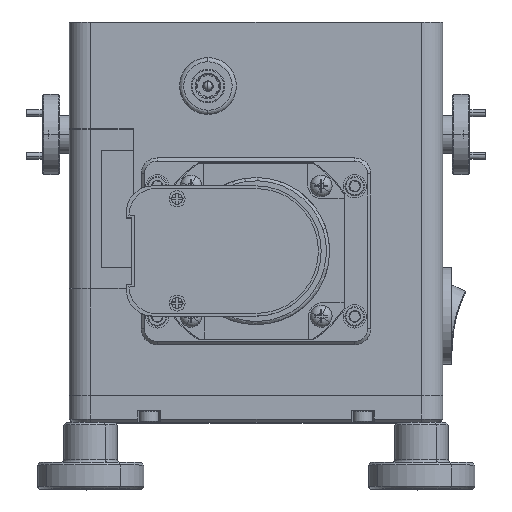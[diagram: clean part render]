
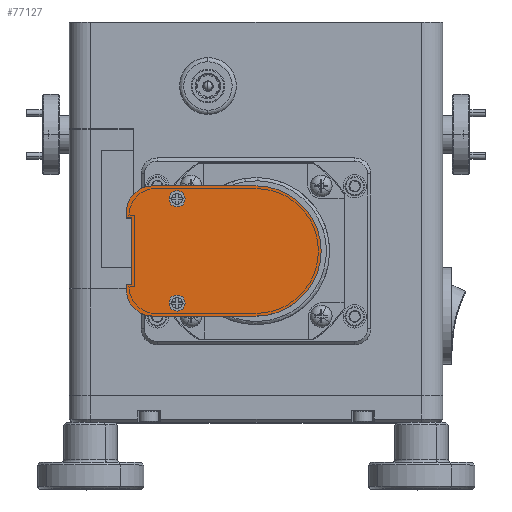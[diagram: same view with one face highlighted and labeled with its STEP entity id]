
A CAD part, top view. The second image highlights one B-rep face of the part: STEP entity #77127.
In plain terms, the highlighted planar face has unit normal (0, 0, 1).
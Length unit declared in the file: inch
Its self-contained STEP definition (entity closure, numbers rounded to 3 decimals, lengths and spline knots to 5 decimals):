
#54 = CARTESIAN_POINT ( 'NONE',  ( -1.165, 1.29167, 3.6497 ) ) ;
#581 = DIRECTION ( 'NONE',  ( 1., 0., 0. ) ) ;
#1066 = CIRCLE ( 'NONE', #7406, 0.075 ) ;
#1563 = LINE ( 'NONE', #32055, #21772 ) ;
#1683 = VERTEX_POINT ( 'NONE', #12624 ) ;
#1747 = ORIENTED_EDGE ( 'NONE', *, *, #64099, .T. ) ;
#2258 = CIRCLE ( 'NONE', #98069, 0.075 ) ;
#2494 = DIRECTION ( 'NONE',  ( 0., 0., 1. ) ) ;
#2970 = EDGE_CURVE ( 'NONE', #90613, #38200, #38585, .T. ) ;
#2990 = DIRECTION ( 'NONE',  ( 0., 0., 1. ) ) ;
#3083 = CARTESIAN_POINT ( 'NONE',  ( -0.665, 2.08967, 3.6497 ) ) ;
#3149 = CARTESIAN_POINT ( 'NONE',  ( -1.215, 1.29167, 3.6497 ) ) ;
#3442 = DIRECTION ( 'NONE',  ( -1., 0., 0. ) ) ;
#3538 = VECTOR ( 'NONE', #56166, 39.37008 ) ;
#4280 = DIRECTION ( 'NONE',  ( -1., 0., 0. ) ) ;
#4496 = CARTESIAN_POINT ( 'NONE',  ( -1.165, 1.91167, 3.6497 ) ) ;
#5478 = VECTOR ( 'NONE', #79963, 39.37008 ) ;
#5556 = CARTESIAN_POINT ( 'NONE',  ( -1.215, 1.29167, 3.6497 ) ) ;
#6198 = ORIENTED_EDGE ( 'NONE', *, *, #90536, .T. ) ;
#6272 = DIRECTION ( 'NONE',  ( 0., 0., 1. ) ) ;
#7240 = CARTESIAN_POINT ( 'NONE',  ( -0.665, 1.11367, 3.6497 ) ) ;
#7406 = AXIS2_PLACEMENT_3D ( 'NONE', #34973, #2494, #56009 ) ;
#10348 = CARTESIAN_POINT ( 'NONE',  ( 0., 1.60167, 3.6497 ) ) ;
#10434 = CARTESIAN_POINT ( 'NONE',  ( -1.215, 1.91167, 3.6497 ) ) ;
#11450 = CARTESIAN_POINT ( 'NONE',  ( -1.165, 1.29167, 3.6497 ) ) ;
#11714 = CARTESIAN_POINT ( 'NONE',  ( 0., 2.21167, 3.6497 ) ) ;
#12624 = CARTESIAN_POINT ( 'NONE',  ( -0.815, 2.08967, 3.6497 ) ) ;
#12909 = ORIENTED_EDGE ( 'NONE', *, *, #21188, .F. ) ;
#13201 = VERTEX_POINT ( 'NONE', #3083 ) ;
#18802 = CARTESIAN_POINT ( 'NONE',  ( 0., 0.99167, 3.6497 ) ) ;
#19218 = ORIENTED_EDGE ( 'NONE', *, *, #2970, .T. ) ;
#20593 = EDGE_LOOP ( 'NONE', ( #12909, #93561 ) ) ;
#20619 = EDGE_CURVE ( 'NONE', #65090, #75549, #34299, .T. ) ;
#21188 = EDGE_CURVE ( 'NONE', #62327, #21635, #82456, .T. ) ;
#21635 = VERTEX_POINT ( 'NONE', #68348 ) ;
#21772 = VECTOR ( 'NONE', #49044, 39.37008 ) ;
#22134 = CIRCLE ( 'NONE', #55641, 0.25 ) ;
#23883 = EDGE_CURVE ( 'NONE', #93689, #28724, #68520, .T. ) ;
#24952 = VERTEX_POINT ( 'NONE', #77651 ) ;
#25286 = AXIS2_PLACEMENT_3D ( 'NONE', #55034, #2990, #62505 ) ;
#25661 = CARTESIAN_POINT ( 'NONE',  ( -0.965, 0.99167, 3.6497 ) ) ;
#25970 = CARTESIAN_POINT ( 'NONE',  ( -1.165, 1.91167, 3.6497 ) ) ;
#28724 = VERTEX_POINT ( 'NONE', #5556 ) ;
#28751 = CARTESIAN_POINT ( 'NONE',  ( -0.965, 1.24167, 3.6497 ) ) ;
#29654 = DIRECTION ( 'NONE',  ( 0., -1., 0. ) ) ;
#32055 = CARTESIAN_POINT ( 'NONE',  ( -1.215, 1.96167, 3.6497 ) ) ;
#33288 = CIRCLE ( 'NONE', #25286, 0.25 ) ;
#33455 = VERTEX_POINT ( 'NONE', #36179 ) ;
#34199 = EDGE_CURVE ( 'NONE', #70998, #45222, #66271, .T. ) ;
#34299 = LINE ( 'NONE', #64759, #95300 ) ;
#34973 = CARTESIAN_POINT ( 'NONE',  ( -0.74, 2.08967, 3.6497 ) ) ;
#36179 = CARTESIAN_POINT ( 'NONE',  ( -1.215, 1.24167, 3.6497 ) ) ;
#37283 = EDGE_CURVE ( 'NONE', #24952, #70998, #1563, .T. ) ;
#38200 = VERTEX_POINT ( 'NONE', #18802 ) ;
#38585 = LINE ( 'NONE', #46112, #64263 ) ;
#39352 = AXIS2_PLACEMENT_3D ( 'NONE', #73153, #52542, #45532 ) ;
#39390 = DIRECTION ( 'NONE',  ( 0., 0., 1. ) ) ;
#39852 = CARTESIAN_POINT ( 'NONE',  ( -0.74, 1.11367, 3.6497 ) ) ;
#42290 = ORIENTED_EDGE ( 'NONE', *, *, #63421, .T. ) ;
#45222 = VERTEX_POINT ( 'NONE', #4496 ) ;
#45532 = DIRECTION ( 'NONE',  ( -1., 0., 0. ) ) ;
#46048 = LINE ( 'NONE', #25970, #5478 ) ;
#46112 = CARTESIAN_POINT ( 'NONE',  ( -0.965, 0.99167, 3.6497 ) ) ;
#46790 = AXIS2_PLACEMENT_3D ( 'NONE', #39852, #63793, #47350 ) ;
#47350 = DIRECTION ( 'NONE',  ( -1., 0., 0. ) ) ;
#48867 = FACE_OUTER_BOUND ( 'NONE', #94318, .T. ) ;
#49044 = DIRECTION ( 'NONE',  ( 0., -1., 0. ) ) ;
#50947 = EDGE_LOOP ( 'NONE', ( #78928, #94372 ) ) ;
#51645 = EDGE_CURVE ( 'NONE', #21635, #62327, #78684, .T. ) ;
#52542 = DIRECTION ( 'NONE',  ( 0., 0., 1. ) ) ;
#55034 = CARTESIAN_POINT ( 'NONE',  ( -0.965, 1.96167, 3.6497 ) ) ;
#55641 = AXIS2_PLACEMENT_3D ( 'NONE', #28751, #6272, #59239 ) ;
#55868 = FACE_BOUND ( 'NONE', #20593, .T. ) ;
#56009 = DIRECTION ( 'NONE',  ( -1., 0., 0. ) ) ;
#56166 = DIRECTION ( 'NONE',  ( 0., -1., 0. ) ) ;
#57310 = VECTOR ( 'NONE', #83547, 39.37008 ) ;
#57625 = LINE ( 'NONE', #3149, #3538 ) ;
#59239 = DIRECTION ( 'NONE',  ( 0., -1., 0. ) ) ;
#61334 = VECTOR ( 'NONE', #96806, 39.37008 ) ;
#62327 = VERTEX_POINT ( 'NONE', #7240 ) ;
#62472 = DIRECTION ( 'NONE',  ( 0., 0., 1. ) ) ;
#62505 = DIRECTION ( 'NONE',  ( 0., -1., 0. ) ) ;
#62947 = CARTESIAN_POINT ( 'NONE',  ( -0.74, 2.08967, 3.6497 ) ) ;
#63421 = EDGE_CURVE ( 'NONE', #38200, #65090, #67677, .T. ) ;
#63793 = DIRECTION ( 'NONE',  ( 0., 0., 1. ) ) ;
#64099 = EDGE_CURVE ( 'NONE', #45222, #93689, #46048, .T. ) ;
#64263 = VECTOR ( 'NONE', #581, 39.37008 ) ;
#64759 = CARTESIAN_POINT ( 'NONE',  ( 0., 2.21167, 3.6497 ) ) ;
#65090 = VERTEX_POINT ( 'NONE', #11714 ) ;
#65263 = ORIENTED_EDGE ( 'NONE', *, *, #23883, .T. ) ;
#66271 = LINE ( 'NONE', #87822, #61334 ) ;
#67507 = ORIENTED_EDGE ( 'NONE', *, *, #34199, .T. ) ;
#67615 = DIRECTION ( 'NONE',  ( 0., 0., 1. ) ) ;
#67677 = CIRCLE ( 'NONE', #94837, 0.61 ) ;
#68348 = CARTESIAN_POINT ( 'NONE',  ( -0.815, 1.11367, 3.6497 ) ) ;
#68379 = ORIENTED_EDGE ( 'NONE', *, *, #37283, .T. ) ;
#68520 = LINE ( 'NONE', #54, #57310 ) ;
#69192 = EDGE_CURVE ( 'NONE', #33455, #90613, #22134, .T. ) ;
#70998 = VERTEX_POINT ( 'NONE', #10434 ) ;
#73153 = CARTESIAN_POINT ( 'NONE',  ( -0.74, 1.11367, 3.6497 ) ) ;
#75549 = VERTEX_POINT ( 'NONE', #79205 ) ;
#76360 = EDGE_CURVE ( 'NONE', #13201, #1683, #2258, .T. ) ;
#77127 = ADVANCED_FACE ( 'NONE', ( #55868, #94358, #48867 ), #85367, .T. ) ;
#77651 = CARTESIAN_POINT ( 'NONE',  ( -1.215, 1.96167, 3.6497 ) ) ;
#78544 = EDGE_CURVE ( 'NONE', #1683, #13201, #1066, .T. ) ;
#78684 = CIRCLE ( 'NONE', #46790, 0.075 ) ;
#78928 = ORIENTED_EDGE ( 'NONE', *, *, #76360, .F. ) ;
#79205 = CARTESIAN_POINT ( 'NONE',  ( -0.965, 2.21167, 3.6497 ) ) ;
#79963 = DIRECTION ( 'NONE',  ( 0., -1., 0. ) ) ;
#82456 = CIRCLE ( 'NONE', #39352, 0.075 ) ;
#83547 = DIRECTION ( 'NONE',  ( -1., 0., 0. ) ) ;
#85367 = PLANE ( 'NONE',  #88636 ) ;
#85861 = DIRECTION ( 'NONE',  ( -1., 0., 0. ) ) ;
#87822 = CARTESIAN_POINT ( 'NONE',  ( -1.215, 1.91167, 3.6497 ) ) ;
#87827 = ORIENTED_EDGE ( 'NONE', *, *, #69192, .T. ) ;
#88636 = AXIS2_PLACEMENT_3D ( 'NONE', #10348, #39390, #85861 ) ;
#90536 = EDGE_CURVE ( 'NONE', #28724, #33455, #57625, .T. ) ;
#90613 = VERTEX_POINT ( 'NONE', #25661 ) ;
#92592 = ORIENTED_EDGE ( 'NONE', *, *, #20619, .T. ) ;
#93561 = ORIENTED_EDGE ( 'NONE', *, *, #51645, .F. ) ;
#93689 = VERTEX_POINT ( 'NONE', #11450 ) ;
#94318 = EDGE_LOOP ( 'NONE', ( #42290, #92592, #98663, #68379, #67507, #1747, #65263, #6198, #87827, #19218 ) ) ;
#94358 = FACE_BOUND ( 'NONE', #50947, .T. ) ;
#94372 = ORIENTED_EDGE ( 'NONE', *, *, #78544, .F. ) ;
#94837 = AXIS2_PLACEMENT_3D ( 'NONE', #95317, #67615, #29654 ) ;
#95300 = VECTOR ( 'NONE', #4280, 39.37008 ) ;
#95317 = CARTESIAN_POINT ( 'NONE',  ( 0., 1.60167, 3.6497 ) ) ;
#96806 = DIRECTION ( 'NONE',  ( 1., 0., 0. ) ) ;
#96981 = EDGE_CURVE ( 'NONE', #75549, #24952, #33288, .T. ) ;
#98069 = AXIS2_PLACEMENT_3D ( 'NONE', #62947, #62472, #3442 ) ;
#98663 = ORIENTED_EDGE ( 'NONE', *, *, #96981, .T. ) ;
